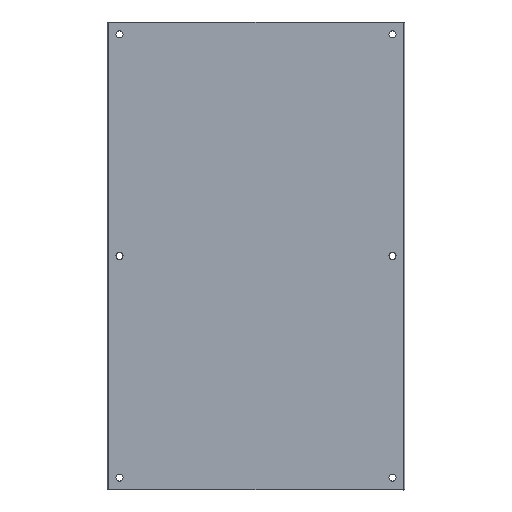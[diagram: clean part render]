
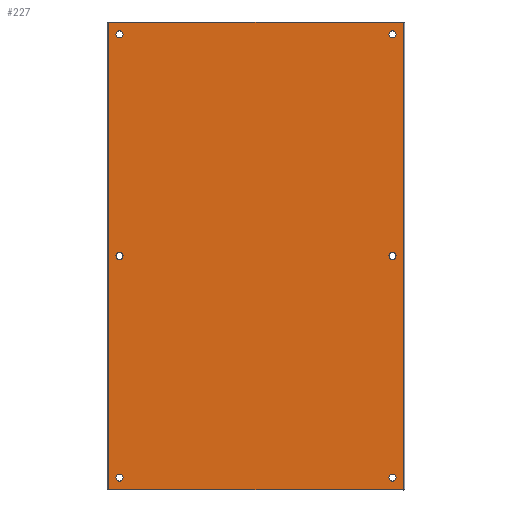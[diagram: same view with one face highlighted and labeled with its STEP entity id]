
A CAD part, front view. The second image highlights one B-rep face of the part: STEP entity #227.
In plain terms, the highlighted planar face has unit normal (0, -1, 0).
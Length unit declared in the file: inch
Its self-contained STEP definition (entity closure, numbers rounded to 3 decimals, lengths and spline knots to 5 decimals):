
#1 = CARTESIAN_POINT ( 'NONE',  ( 10.375, 0., 16.5 ) ) ;
#3 = CARTESIAN_POINT ( 'NONE',  ( -9.625, 0., 15.875 ) ) ;
#4 = LINE ( 'NONE', #905, #920 ) ;
#5 = FACE_BOUND ( 'NONE', #444, .T. ) ;
#13 = DIRECTION ( 'NONE',  ( 0., 0., -1. ) ) ;
#21 = PLANE ( 'NONE',  #194 ) ;
#25 = AXIS2_PLACEMENT_3D ( 'NONE', #843, #718, #517 ) ;
#26 = CIRCLE ( 'NONE', #393, 0.25 ) ;
#30 = ORIENTED_EDGE ( 'NONE', *, *, #606, .T. ) ;
#48 = AXIS2_PLACEMENT_3D ( 'NONE', #808, #755, #402 ) ;
#56 = VERTEX_POINT ( 'NONE', #810 ) ;
#57 = EDGE_CURVE ( 'NONE', #456, #74, #506, .T. ) ;
#67 = AXIS2_PLACEMENT_3D ( 'NONE', #187, #103, #900 ) ;
#74 = VERTEX_POINT ( 'NONE', #612 ) ;
#76 = EDGE_CURVE ( 'NONE', #951, #854, #26, .T. ) ;
#78 = DIRECTION ( 'NONE',  ( 0., 0., -1. ) ) ;
#79 = CIRCLE ( 'NONE', #887, 0.25 ) ;
#80 = VERTEX_POINT ( 'NONE', #886 ) ;
#81 = CARTESIAN_POINT ( 'NONE',  ( 9.625, 0., -0.25 ) ) ;
#94 = DIRECTION ( 'NONE',  ( 0., 1., 0. ) ) ;
#103 = DIRECTION ( 'NONE',  ( 0., 1., 0. ) ) ;
#106 = ORIENTED_EDGE ( 'NONE', *, *, #57, .T. ) ;
#108 = CARTESIAN_POINT ( 'NONE',  ( 10.375, 0., -16.5 ) ) ;
#111 = DIRECTION ( 'NONE',  ( 0., 1., 0. ) ) ;
#114 = EDGE_CURVE ( 'NONE', #355, #637, #437, .T. ) ;
#123 = CARTESIAN_POINT ( 'NONE',  ( -9.625, 0., -15.375 ) ) ;
#139 = VERTEX_POINT ( 'NONE', #463 ) ;
#151 = ORIENTED_EDGE ( 'NONE', *, *, #566, .T. ) ;
#154 = ORIENTED_EDGE ( 'NONE', *, *, #326, .T. ) ;
#159 = DIRECTION ( 'NONE',  ( 0., 0., -1. ) ) ;
#166 = CARTESIAN_POINT ( 'NONE',  ( -9.625, 0., -15.625 ) ) ;
#167 = DIRECTION ( 'NONE',  ( 0., 1., 0. ) ) ;
#179 = AXIS2_PLACEMENT_3D ( 'NONE', #166, #890, #159 ) ;
#187 = CARTESIAN_POINT ( 'NONE',  ( -9.625, 0., 15.625 ) ) ;
#191 = FACE_BOUND ( 'NONE', #452, .T. ) ;
#194 = AXIS2_PLACEMENT_3D ( 'NONE', #686, #489, #701 ) ;
#198 = DIRECTION ( 'NONE',  ( 0., 0., -1. ) ) ;
#203 = EDGE_CURVE ( 'NONE', #637, #355, #819, .T. ) ;
#214 = ORIENTED_EDGE ( 'NONE', *, *, #242, .T. ) ;
#216 = FACE_BOUND ( 'NONE', #344, .T. ) ;
#218 = CIRCLE ( 'NONE', #25, 0.25 ) ;
#220 = EDGE_CURVE ( 'NONE', #74, #493, #949, .T. ) ;
#227 = ADVANCED_FACE ( 'NONE', ( #255, #782, #417, #216, #397, #191, #5 ), #21, .T. ) ;
#242 = EDGE_CURVE ( 'NONE', #139, #761, #336, .T. ) ;
#247 = DIRECTION ( 'NONE',  ( 1., 0., 0. ) ) ;
#248 = ORIENTED_EDGE ( 'NONE', *, *, #406, .T. ) ;
#255 = FACE_OUTER_BOUND ( 'NONE', #661, .T. ) ;
#262 = CARTESIAN_POINT ( 'NONE',  ( 9.625, 0., 15.875 ) ) ;
#270 = VERTEX_POINT ( 'NONE', #840 ) ;
#280 = DIRECTION ( 'NONE',  ( -1., 0., 0. ) ) ;
#285 = VERTEX_POINT ( 'NONE', #642 ) ;
#287 = ORIENTED_EDGE ( 'NONE', *, *, #220, .T. ) ;
#303 = VERTEX_POINT ( 'NONE', #123 ) ;
#315 = DIRECTION ( 'NONE',  ( 0., 1., 0. ) ) ;
#322 = CARTESIAN_POINT ( 'NONE',  ( -10.5, 0., -16.5 ) ) ;
#325 = DIRECTION ( 'NONE',  ( 0., 0., -1. ) ) ;
#326 = EDGE_CURVE ( 'NONE', #493, #80, #4, .T. ) ;
#327 = ORIENTED_EDGE ( 'NONE', *, *, #861, .T. ) ;
#333 = CIRCLE ( 'NONE', #720, 0.25 ) ;
#336 = CIRCLE ( 'NONE', #784, 0.25 ) ;
#344 = EDGE_LOOP ( 'NONE', ( #532, #659 ) ) ;
#348 = EDGE_CURVE ( 'NONE', #761, #139, #394, .T. ) ;
#351 = CARTESIAN_POINT ( 'NONE',  ( -10.375, 0., -16.5 ) ) ;
#355 = VERTEX_POINT ( 'NONE', #706 ) ;
#366 = EDGE_CURVE ( 'NONE', #80, #456, #790, .T. ) ;
#380 = EDGE_LOOP ( 'NONE', ( #214, #530 ) ) ;
#383 = VECTOR ( 'NONE', #414, 39.37008 ) ;
#389 = CARTESIAN_POINT ( 'NONE',  ( 9.625, 0., -15.625 ) ) ;
#393 = AXIS2_PLACEMENT_3D ( 'NONE', #389, #167, #78 ) ;
#394 = CIRCLE ( 'NONE', #614, 0.25 ) ;
#397 = FACE_BOUND ( 'NONE', #522, .T. ) ;
#401 = AXIS2_PLACEMENT_3D ( 'NONE', #874, #872, #665 ) ;
#402 = DIRECTION ( 'NONE',  ( 0., 0., -1. ) ) ;
#406 = EDGE_CURVE ( 'NONE', #270, #56, #486, .T. ) ;
#414 = DIRECTION ( 'NONE',  ( 0., 0., 1. ) ) ;
#417 = FACE_BOUND ( 'NONE', #466, .T. ) ;
#419 = ORIENTED_EDGE ( 'NONE', *, *, #203, .T. ) ;
#437 = CIRCLE ( 'NONE', #664, 0.25 ) ;
#444 = EDGE_LOOP ( 'NONE', ( #30, #151 ) ) ;
#446 = ORIENTED_EDGE ( 'NONE', *, *, #114, .T. ) ;
#452 = EDGE_LOOP ( 'NONE', ( #248, #327 ) ) ;
#456 = VERTEX_POINT ( 'NONE', #952 ) ;
#457 = CIRCLE ( 'NONE', #48, 0.25 ) ;
#462 = CARTESIAN_POINT ( 'NONE',  ( 9.625, 0., -15.625 ) ) ;
#463 = CARTESIAN_POINT ( 'NONE',  ( 9.625, 0., 15.375 ) ) ;
#466 = EDGE_LOOP ( 'NONE', ( #833, #596 ) ) ;
#486 = CIRCLE ( 'NONE', #401, 0.25 ) ;
#489 = DIRECTION ( 'NONE',  ( 0., -1., 0. ) ) ;
#492 = CARTESIAN_POINT ( 'NONE',  ( 9.625, 0., -15.375 ) ) ;
#493 = VERTEX_POINT ( 'NONE', #1 ) ;
#502 = DIRECTION ( 'NONE',  ( 0., 1., 0. ) ) ;
#506 = LINE ( 'NONE', #322, #694 ) ;
#512 = CARTESIAN_POINT ( 'NONE',  ( 9.625, 0., 15.625 ) ) ;
#517 = DIRECTION ( 'NONE',  ( 0., 0., -1. ) ) ;
#522 = EDGE_LOOP ( 'NONE', ( #446, #419 ) ) ;
#530 = ORIENTED_EDGE ( 'NONE', *, *, #348, .T. ) ;
#532 = ORIENTED_EDGE ( 'NONE', *, *, #788, .T. ) ;
#542 = DIRECTION ( 'NONE',  ( 0., 1., 0. ) ) ;
#546 = CARTESIAN_POINT ( 'NONE',  ( 9.625, 0., 0.25 ) ) ;
#553 = VERTEX_POINT ( 'NONE', #81 ) ;
#556 = VERTEX_POINT ( 'NONE', #546 ) ;
#566 = EDGE_CURVE ( 'NONE', #556, #553, #457, .T. ) ;
#596 = ORIENTED_EDGE ( 'NONE', *, *, #639, .T. ) ;
#597 = DIRECTION ( 'NONE',  ( 0., 0., -1. ) ) ;
#606 = EDGE_CURVE ( 'NONE', #553, #556, #79, .T. ) ;
#609 = EDGE_CURVE ( 'NONE', #303, #285, #815, .T. ) ;
#612 = CARTESIAN_POINT ( 'NONE',  ( 10.375, 0., -16.5 ) ) ;
#614 = AXIS2_PLACEMENT_3D ( 'NONE', #708, #502, #783 ) ;
#637 = VERTEX_POINT ( 'NONE', #3 ) ;
#639 = EDGE_CURVE ( 'NONE', #854, #951, #333, .T. ) ;
#642 = CARTESIAN_POINT ( 'NONE',  ( -9.625, 0., -15.875 ) ) ;
#649 = CARTESIAN_POINT ( 'NONE',  ( 9.625, 0., -15.875 ) ) ;
#659 = ORIENTED_EDGE ( 'NONE', *, *, #609, .T. ) ;
#661 = EDGE_LOOP ( 'NONE', ( #106, #287, #154, #754 ) ) ;
#664 = AXIS2_PLACEMENT_3D ( 'NONE', #743, #315, #325 ) ;
#665 = DIRECTION ( 'NONE',  ( 0., 0., -1. ) ) ;
#682 = CARTESIAN_POINT ( 'NONE',  ( 9.625, 0., 0. ) ) ;
#686 = CARTESIAN_POINT ( 'NONE',  ( -10.5, 0., -16.5 ) ) ;
#694 = VECTOR ( 'NONE', #247, 39.37008 ) ;
#701 = DIRECTION ( 'NONE',  ( 0., 0., -1. ) ) ;
#706 = CARTESIAN_POINT ( 'NONE',  ( -9.625, 0., 15.375 ) ) ;
#708 = CARTESIAN_POINT ( 'NONE',  ( 9.625, 0., 15.625 ) ) ;
#718 = DIRECTION ( 'NONE',  ( 0., 1., 0. ) ) ;
#720 = AXIS2_PLACEMENT_3D ( 'NONE', #462, #542, #13 ) ;
#743 = CARTESIAN_POINT ( 'NONE',  ( -9.625, 0., 15.625 ) ) ;
#745 = VECTOR ( 'NONE', #198, 39.37008 ) ;
#750 = DIRECTION ( 'NONE',  ( 0., 1., 0. ) ) ;
#754 = ORIENTED_EDGE ( 'NONE', *, *, #366, .T. ) ;
#755 = DIRECTION ( 'NONE',  ( 0., 1., 0. ) ) ;
#761 = VERTEX_POINT ( 'NONE', #262 ) ;
#762 = CARTESIAN_POINT ( 'NONE',  ( -9.625, 0., -15.625 ) ) ;
#769 = AXIS2_PLACEMENT_3D ( 'NONE', #762, #94, #828 ) ;
#782 = FACE_BOUND ( 'NONE', #380, .T. ) ;
#783 = DIRECTION ( 'NONE',  ( 0., 0., -1. ) ) ;
#784 = AXIS2_PLACEMENT_3D ( 'NONE', #512, #111, #597 ) ;
#788 = EDGE_CURVE ( 'NONE', #285, #303, #829, .T. ) ;
#790 = LINE ( 'NONE', #351, #745 ) ;
#808 = CARTESIAN_POINT ( 'NONE',  ( 9.625, 0., 0. ) ) ;
#810 = CARTESIAN_POINT ( 'NONE',  ( -9.625, 0., 0.25 ) ) ;
#815 = CIRCLE ( 'NONE', #179, 0.25 ) ;
#819 = CIRCLE ( 'NONE', #67, 0.25 ) ;
#828 = DIRECTION ( 'NONE',  ( 0., 0., -1. ) ) ;
#829 = CIRCLE ( 'NONE', #769, 0.25 ) ;
#833 = ORIENTED_EDGE ( 'NONE', *, *, #76, .T. ) ;
#840 = CARTESIAN_POINT ( 'NONE',  ( -9.625, 0., -0.25 ) ) ;
#843 = CARTESIAN_POINT ( 'NONE',  ( -9.625, 0., 0. ) ) ;
#854 = VERTEX_POINT ( 'NONE', #492 ) ;
#861 = EDGE_CURVE ( 'NONE', #56, #270, #218, .T. ) ;
#872 = DIRECTION ( 'NONE',  ( 0., 1., 0. ) ) ;
#874 = CARTESIAN_POINT ( 'NONE',  ( -9.625, 0., 0. ) ) ;
#886 = CARTESIAN_POINT ( 'NONE',  ( -10.375, 0., 16.5 ) ) ;
#887 = AXIS2_PLACEMENT_3D ( 'NONE', #682, #750, #888 ) ;
#888 = DIRECTION ( 'NONE',  ( 0., 0., -1. ) ) ;
#890 = DIRECTION ( 'NONE',  ( 0., 1., 0. ) ) ;
#900 = DIRECTION ( 'NONE',  ( 0., 0., -1. ) ) ;
#905 = CARTESIAN_POINT ( 'NONE',  ( -10.5, 0., 16.5 ) ) ;
#920 = VECTOR ( 'NONE', #280, 39.37008 ) ;
#949 = LINE ( 'NONE', #108, #383 ) ;
#951 = VERTEX_POINT ( 'NONE', #649 ) ;
#952 = CARTESIAN_POINT ( 'NONE',  ( -10.375, 0., -16.5 ) ) ;
